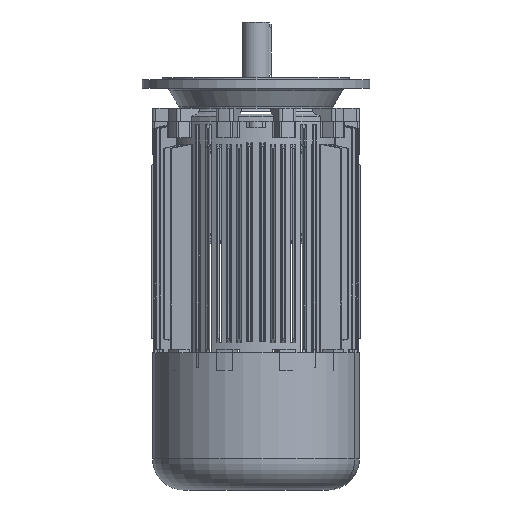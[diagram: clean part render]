
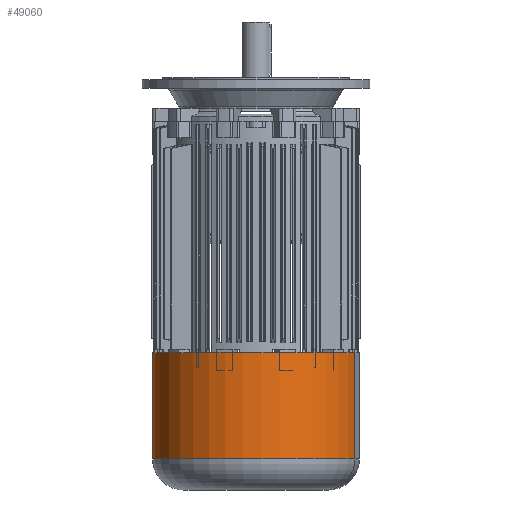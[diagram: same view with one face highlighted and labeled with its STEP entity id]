
A CAD part, front view. The second image highlights one B-rep face of the part: STEP entity #49060.
In plain terms, the highlighted cylindrical face has radius 250 mm (diameter 500 mm), a partial arc.
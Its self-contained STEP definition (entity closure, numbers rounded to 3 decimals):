
#1967 = CARTESIAN_POINT ( 'NONE',  ( 265.094, 248.006, -173.728 ) ) ;
#2650 = LINE ( 'NONE', #21436, #12499 ) ;
#11349 = DIRECTION ( 'NONE',  ( -0.955, 0.297, 0. ) ) ;
#11446 = CARTESIAN_POINT ( 'NONE',  ( 742.504, 99.414, 82.272 ) ) ;
#11522 = EDGE_LOOP ( 'NONE', ( #37144, #13472, #53073, #16741 ) ) ;
#11543 = VERTEX_POINT ( 'NONE', #40062 ) ;
#12499 = VECTOR ( 'NONE', #40293, 1000. ) ;
#13472 = ORIENTED_EDGE ( 'NONE', *, *, #14223, .T. ) ;
#14223 = EDGE_CURVE ( 'NONE', #30142, #11543, #36909, .T. ) ;
#15315 = DIRECTION ( 'NONE',  ( -0.955, 0.297, 0. ) ) ;
#15707 = FACE_OUTER_BOUND ( 'NONE', #11522, .T. ) ;
#16630 = VECTOR ( 'NONE', #31544, 1000. ) ;
#16741 = ORIENTED_EDGE ( 'NONE', *, *, #36662, .F. ) ;
#18114 = EDGE_CURVE ( 'NONE', #30142, #26470, #2650, .T. ) ;
#18524 = CARTESIAN_POINT ( 'NONE',  ( 503.799, 173.71, -248.728 ) ) ;
#21436 = CARTESIAN_POINT ( 'NONE',  ( 742.504, 99.414, -248.728 ) ) ;
#25090 = EDGE_CURVE ( 'NONE', #11543, #25747, #35934, .T. ) ;
#25747 = VERTEX_POINT ( 'NONE', #1967 ) ;
#26470 = VERTEX_POINT ( 'NONE', #32971 ) ;
#27171 = AXIS2_PLACEMENT_3D ( 'NONE', #53362, #40787, #15315 ) ;
#28238 = DIRECTION ( 'NONE',  ( -0.955, 0.297, 0. ) ) ;
#29884 = CIRCLE ( 'NONE', #45390, 250. ) ;
#30142 = VERTEX_POINT ( 'NONE', #11446 ) ;
#31544 = DIRECTION ( 'NONE',  ( 0., 0., -1. ) ) ;
#32971 = CARTESIAN_POINT ( 'NONE',  ( 742.504, 99.414, -173.728 ) ) ;
#33554 = DIRECTION ( 'NONE',  ( 0., 0., -1. ) ) ;
#35934 = LINE ( 'NONE', #39536, #16630 ) ;
#36257 = DIRECTION ( 'NONE',  ( 0., 0., -1. ) ) ;
#36662 = EDGE_CURVE ( 'NONE', #26470, #25747, #29884, .T. ) ;
#36909 = CIRCLE ( 'NONE', #27171, 250. ) ;
#37144 = ORIENTED_EDGE ( 'NONE', *, *, #18114, .F. ) ;
#39536 = CARTESIAN_POINT ( 'NONE',  ( 265.094, 248.006, -248.728 ) ) ;
#40062 = CARTESIAN_POINT ( 'NONE',  ( 265.094, 248.006, 82.272 ) ) ;
#40293 = DIRECTION ( 'NONE',  ( 0., 0., -1. ) ) ;
#40345 = CARTESIAN_POINT ( 'NONE',  ( 503.799, 173.71, -173.728 ) ) ;
#40787 = DIRECTION ( 'NONE',  ( 0., 0., -1. ) ) ;
#45390 = AXIS2_PLACEMENT_3D ( 'NONE', #40345, #36257, #11349 ) ;
#49060 = ADVANCED_FACE ( 'NONE', ( #15707 ), #53506, .T. ) ;
#50059 = AXIS2_PLACEMENT_3D ( 'NONE', #18524, #33554, #28238 ) ;
#53073 = ORIENTED_EDGE ( 'NONE', *, *, #25090, .T. ) ;
#53362 = CARTESIAN_POINT ( 'NONE',  ( 503.799, 173.71, 82.272 ) ) ;
#53506 = CYLINDRICAL_SURFACE ( 'NONE', #50059, 250. ) ;
